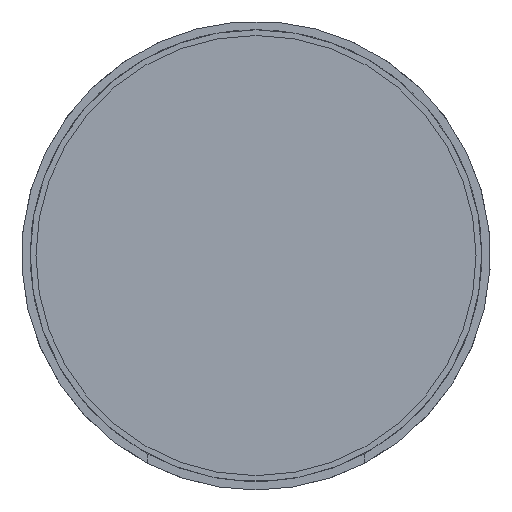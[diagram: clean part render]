
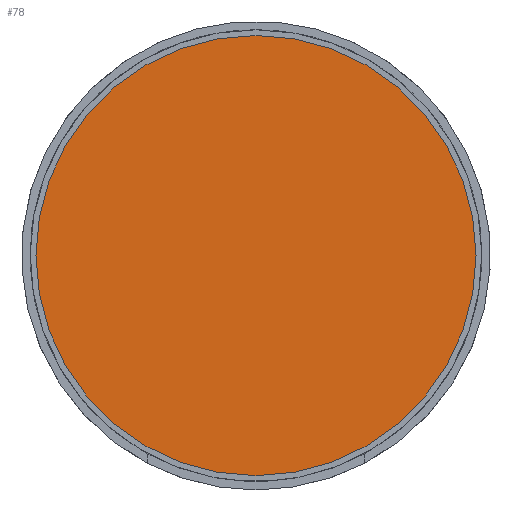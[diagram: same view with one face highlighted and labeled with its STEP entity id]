
A CAD part, front view. The second image highlights one B-rep face of the part: STEP entity #78.
In plain terms, the highlighted planar face has unit normal (0, -1, 0).
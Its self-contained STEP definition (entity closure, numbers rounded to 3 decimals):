
#12 = AXIS2_PLACEMENT_3D ( 'NONE', #282, #293, #237 ) ;
#13 = EDGE_CURVE ( 'NONE', #148, #148, #140, .T. ) ;
#19 = AXIS2_PLACEMENT_3D ( 'NONE', #343, #320, #238 ) ;
#78 = ADVANCED_FACE ( 'NONE', ( #168 ), #347, .T. ) ;
#140 = CIRCLE ( 'NONE', #19, 30.7 ) ;
#143 = EDGE_LOOP ( 'NONE', ( #206 ) ) ;
#148 = VERTEX_POINT ( 'NONE', #283 ) ;
#168 = FACE_OUTER_BOUND ( 'NONE', #143, .T. ) ;
#206 = ORIENTED_EDGE ( 'NONE', *, *, #13, .F. ) ;
#237 = DIRECTION ( 'NONE',  ( 1., 0., 0. ) ) ;
#238 = DIRECTION ( 'NONE',  ( -1., 0., 0. ) ) ;
#282 = CARTESIAN_POINT ( 'NONE',  ( -30.7, 2., 0. ) ) ;
#283 = CARTESIAN_POINT ( 'NONE',  ( -30.7, 2., 0. ) ) ;
#293 = DIRECTION ( 'NONE',  ( 0., -1., 0. ) ) ;
#320 = DIRECTION ( 'NONE',  ( 0., 1., 0. ) ) ;
#343 = CARTESIAN_POINT ( 'NONE',  ( 0., 2., 0. ) ) ;
#347 = PLANE ( 'NONE',  #12 ) ;
